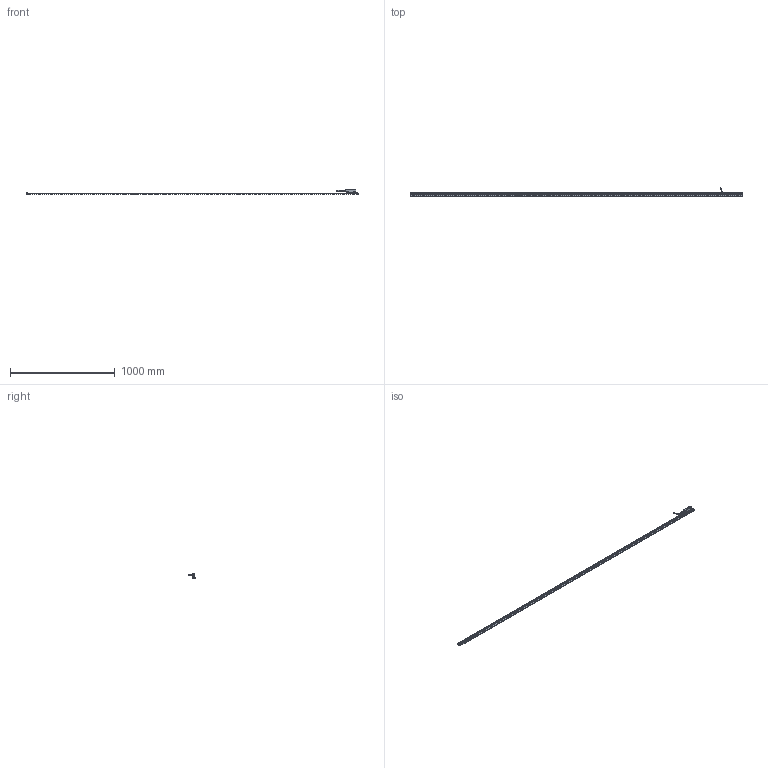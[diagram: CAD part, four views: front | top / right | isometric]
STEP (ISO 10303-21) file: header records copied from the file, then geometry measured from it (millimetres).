
FILE_DESCRIPTION(('CATIA V5 STEP','CAx-IF Rec.Pracs.--- Model Styling and Organization---1.4--- 2014-01-23'),'2;1');
FILE_NAME('SQ47-304R.stp','2021-01-15T06:32:38+00:00',('none'),('none'),'CATIA Version 5-6 Release 2017 SP5','CATIA V5 STEP AP214','none');
FILE_SCHEMA(('AUTOMOTIVE_DESIGN { 1 0 10303 214 1 1 1 1 }'));
Length unit declared in the file: millimetre
Products named in the file (3): SQ47-304R; Head_ASSY_R; Scale base 3040
Assembly tree (2 placements, depth 2):
  SQ47-304R
    Head_ASSY_R
    Scale base 3040
Bounding box: 3176 x 76.5 x 46.38 mm (x, y, z)
Volume: 1040069.1 mm3; surface area: 389302.9 mm2
Topology: 2 solids, 23 shells, 2360 faces, 6162 edges, 3919 vertices
Faces by surface type: plane 698, cylinder 681, cone 416, bspline 372, torus 181, sphere 12
Entity records: 86824 total; most frequent: CARTESIAN_POINT 35735, ORIENTED_EDGE 12276, DIRECTION 7293, EDGE_CURVE 6138, VERTEX_POINT 3919, AXIS2_PLACEMENT_3D 3511, EDGE_LOOP 2597, VECTOR 2453
